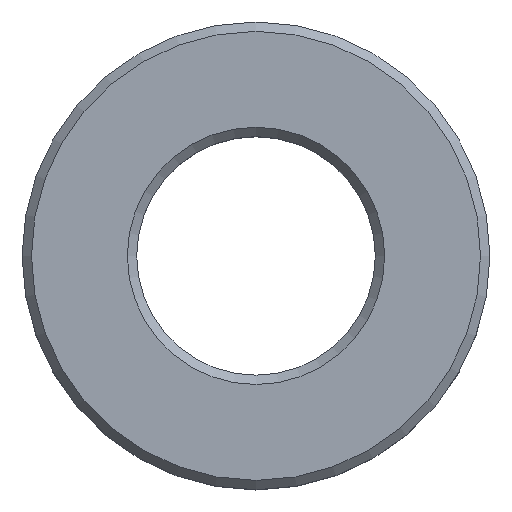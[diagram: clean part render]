
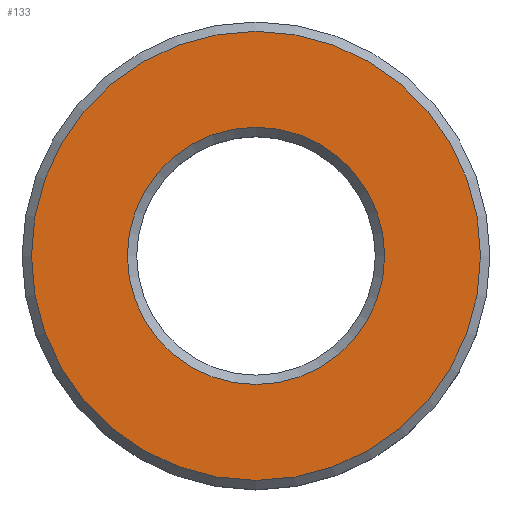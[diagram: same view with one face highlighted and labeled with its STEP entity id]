
A CAD part, top view. The second image highlights one B-rep face of the part: STEP entity #133.
In plain terms, the highlighted planar face has unit normal (0, 0, 1).
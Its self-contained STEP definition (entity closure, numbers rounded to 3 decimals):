
#33=FACE_BOUND('',#44,.T.);
#35=FACE_OUTER_BOUND('',#43,.T.);
#43=EDGE_LOOP('',(#95));
#44=EDGE_LOOP('',(#96,#97));
#53=CIRCLE('',#156,4.8);
#54=CIRCLE('',#157,2.75);
#55=CIRCLE('',#158,2.75);
#65=VERTEX_POINT('',#225);
#66=VERTEX_POINT('',#227);
#67=VERTEX_POINT('',#228);
#77=EDGE_CURVE('',#65,#65,#53,.T.);
#78=EDGE_CURVE('',#66,#67,#54,.F.);
#79=EDGE_CURVE('',#67,#66,#55,.F.);
#95=ORIENTED_EDGE('',*,*,#77,.T.);
#96=ORIENTED_EDGE('',*,*,#78,.T.);
#97=ORIENTED_EDGE('',*,*,#79,.T.);
#131=PLANE('',#155);
#133=ADVANCED_FACE('',(#35,#33),#131,.T.);
#155=AXIS2_PLACEMENT_3D('',#224,#177,#178);
#156=AXIS2_PLACEMENT_3D('',#226,#179,#180);
#157=AXIS2_PLACEMENT_3D('',#229,#181,#182);
#158=AXIS2_PLACEMENT_3D('',#230,#183,#184);
#177=DIRECTION('center_axis',(0.,0.,1.));
#178=DIRECTION('ref_axis',(1.,0.,0.));
#179=DIRECTION('center_axis',(0.,0.,1.));
#180=DIRECTION('ref_axis',(1.,0.,0.));
#181=DIRECTION('center_axis',(0.,0.,1.));
#182=DIRECTION('ref_axis',(1.,0.,0.));
#183=DIRECTION('center_axis',(0.,0.,1.));
#184=DIRECTION('ref_axis',(1.,0.,0.));
#224=CARTESIAN_POINT('Origin',(0.,0.,3.));
#225=CARTESIAN_POINT('',(4.8,0.,3.));
#226=CARTESIAN_POINT('Origin',(0.,0.,3.));
#227=CARTESIAN_POINT('',(2.75,0.,3.));
#228=CARTESIAN_POINT('',(-2.75,0.,3.));
#229=CARTESIAN_POINT('Origin',(0.,0.,3.));
#230=CARTESIAN_POINT('Origin',(0.,0.,3.));
